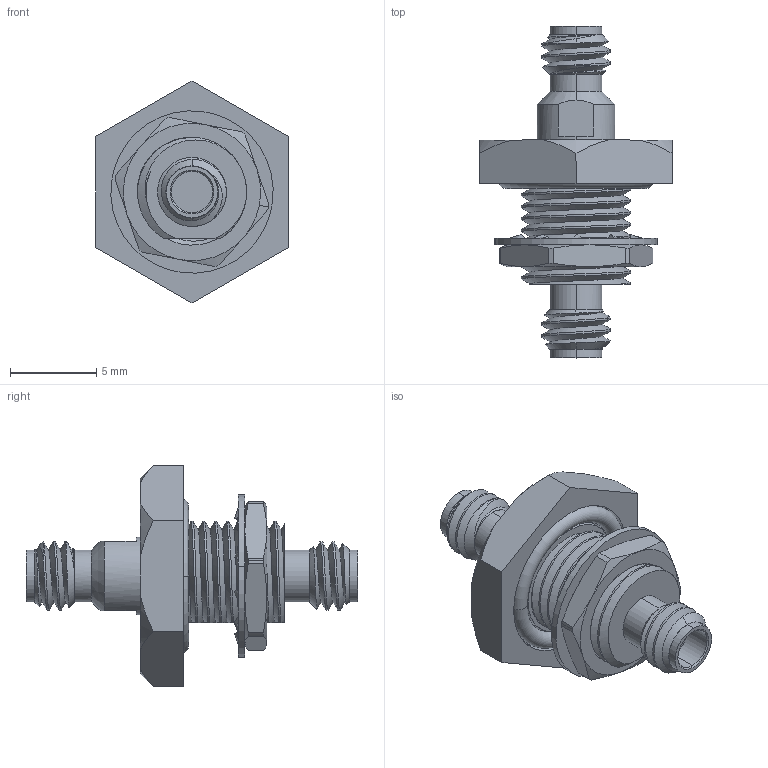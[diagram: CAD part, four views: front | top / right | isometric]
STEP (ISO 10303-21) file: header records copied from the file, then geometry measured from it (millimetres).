
FILE_DESCRIPTION (( 'STEP AP203' ), '1' );
FILE_NAME ('SCT-1F1F-UB-B-V.STEP', '2021-12-10T23:49:57', ( '' ), ( '' ), 'SwSTEP 2.0', 'SolidWorks 2021', '' );
FILE_SCHEMA (( 'CONFIG_CONTROL_DESIGN' ));
Length unit declared in the file: inch
Products named in the file (1): SCT-1F1F-UB-B-V
Bounding box: 11.11 x 19.2 x 12.83 mm (x, y, z)
Volume: 559.8 mm3; surface area: 980.4 mm2
Topology: 4 solids, 4 shells, 246 faces, 679 edges, 448 vertices
Faces by surface type: cylinder 73, bspline 61, plane 60, cone 46, torus 6
Entity records: 15071 total; most frequent: CARTESIAN_POINT 9406, ORIENTED_EDGE 1358, DIRECTION 928, EDGE_CURVE 679, VERTEX_POINT 448, AXIS2_PLACEMENT_3D 343, EDGE_LOOP 259, FACE_OUTER_BOUND 246
